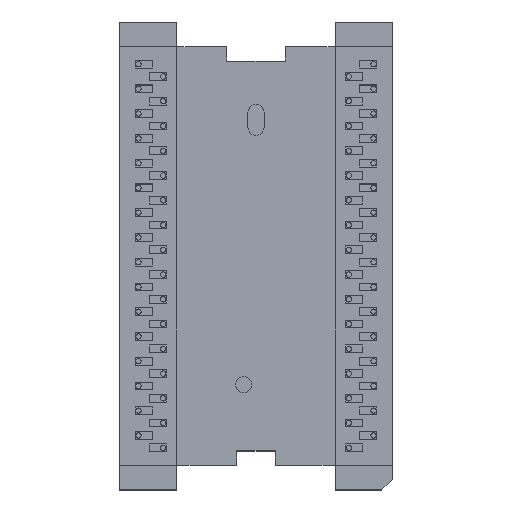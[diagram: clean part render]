
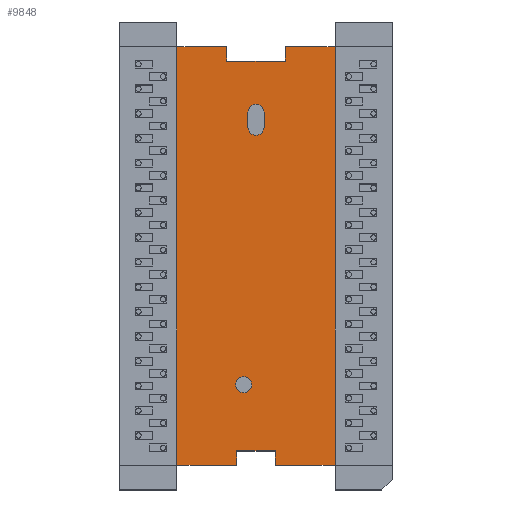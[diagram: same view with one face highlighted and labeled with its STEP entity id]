
A CAD part, top view. The second image highlights one B-rep face of the part: STEP entity #9848.
In plain terms, the highlighted planar face has unit normal (0, 0, 1).
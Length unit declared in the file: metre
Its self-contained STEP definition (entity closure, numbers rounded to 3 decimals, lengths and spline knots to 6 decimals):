
#274=LINE('',#19385,#1137);
#275=LINE('',#19388,#1138);
#276=LINE('',#19390,#1139);
#277=LINE('',#19392,#1140);
#278=LINE('',#19394,#1141);
#279=LINE('',#19396,#1142);
#280=LINE('',#19398,#1143);
#281=LINE('',#19400,#1144);
#282=LINE('',#19402,#1145);
#283=LINE('',#19404,#1146);
#284=LINE('',#19406,#1147);
#285=LINE('',#19408,#1148);
#286=LINE('',#19409,#1149);
#287=LINE('',#19414,#1150);
#1137=VECTOR('',#16288,1.);
#1138=VECTOR('',#16289,1.);
#1139=VECTOR('',#16290,1.);
#1140=VECTOR('',#16291,1.);
#1141=VECTOR('',#16292,1.);
#1142=VECTOR('',#16293,1.);
#1143=VECTOR('',#16294,1.);
#1144=VECTOR('',#16295,1.);
#1145=VECTOR('',#16296,1.);
#1146=VECTOR('',#16297,1.);
#1147=VECTOR('',#16298,1.);
#1148=VECTOR('',#16299,1.);
#1149=VECTOR('',#16300,1.);
#1150=VECTOR('',#16303,1.);
#3089=ORIENTED_EDGE('',*,*,#5193,.F.);
#3090=ORIENTED_EDGE('',*,*,#5194,.T.);
#3091=ORIENTED_EDGE('',*,*,#5195,.T.);
#3092=ORIENTED_EDGE('',*,*,#5196,.T.);
#3093=ORIENTED_EDGE('',*,*,#5197,.T.);
#3094=ORIENTED_EDGE('',*,*,#5198,.T.);
#3095=ORIENTED_EDGE('',*,*,#5199,.T.);
#3096=ORIENTED_EDGE('',*,*,#5200,.T.);
#3097=ORIENTED_EDGE('',*,*,#5201,.T.);
#3098=ORIENTED_EDGE('',*,*,#5202,.T.);
#3099=ORIENTED_EDGE('',*,*,#5203,.T.);
#3100=ORIENTED_EDGE('',*,*,#5204,.T.);
#3101=ORIENTED_EDGE('',*,*,#5205,.T.);
#3102=ORIENTED_EDGE('',*,*,#5206,.T.);
#3103=ORIENTED_EDGE('',*,*,#5207,.F.);
#3104=ORIENTED_EDGE('',*,*,#5208,.F.);
#3105=ORIENTED_EDGE('',*,*,#5209,.F.);
#5193=EDGE_CURVE('',#6334,#6334,#6922,.T.);
#5194=EDGE_CURVE('',#6335,#6336,#274,.T.);
#5195=EDGE_CURVE('',#6336,#6337,#275,.T.);
#5196=EDGE_CURVE('',#6337,#6338,#276,.T.);
#5197=EDGE_CURVE('',#6338,#6339,#277,.T.);
#5198=EDGE_CURVE('',#6339,#6340,#278,.T.);
#5199=EDGE_CURVE('',#6340,#6341,#279,.T.);
#5200=EDGE_CURVE('',#6341,#6342,#280,.T.);
#5201=EDGE_CURVE('',#6342,#6343,#281,.T.);
#5202=EDGE_CURVE('',#6343,#6344,#282,.T.);
#5203=EDGE_CURVE('',#6344,#6345,#283,.T.);
#5204=EDGE_CURVE('',#6345,#6346,#284,.T.);
#5205=EDGE_CURVE('',#6346,#6335,#285,.T.);
#5206=EDGE_CURVE('',#6347,#6348,#286,.T.);
#5207=EDGE_CURVE('',#6349,#6348,#6923,.T.);
#5208=EDGE_CURVE('',#6350,#6349,#287,.T.);
#5209=EDGE_CURVE('',#6347,#6350,#6924,.T.);
#6334=VERTEX_POINT('',#19384);
#6335=VERTEX_POINT('',#19386);
#6336=VERTEX_POINT('',#19387);
#6337=VERTEX_POINT('',#19389);
#6338=VERTEX_POINT('',#19391);
#6339=VERTEX_POINT('',#19393);
#6340=VERTEX_POINT('',#19395);
#6341=VERTEX_POINT('',#19397);
#6342=VERTEX_POINT('',#19399);
#6343=VERTEX_POINT('',#19401);
#6344=VERTEX_POINT('',#19403);
#6345=VERTEX_POINT('',#19405);
#6346=VERTEX_POINT('',#19407);
#6347=VERTEX_POINT('',#19410);
#6348=VERTEX_POINT('',#19411);
#6349=VERTEX_POINT('',#19413);
#6350=VERTEX_POINT('',#19415);
#6922=CIRCLE('',#14319,0.000825);
#6923=CIRCLE('',#14320,0.000825);
#6924=CIRCLE('',#14321,0.000825);
#7444=EDGE_LOOP('',(#3089));
#7445=EDGE_LOOP('',(#3090,#3091,#3092,#3093,#3094,#3095,#3096,#3097,#3098,
#3099,#3100,#3101));
#7446=EDGE_LOOP('',(#3102,#3103,#3104,#3105));
#8413=FACE_BOUND('',#7444,.T.);
#8414=FACE_BOUND('',#7445,.T.);
#8415=FACE_BOUND('',#7446,.T.);
#9140=PLANE('',#14318);
#9848=ADVANCED_FACE('',(#8413,#8414,#8415),#9140,.T.);
#14318=AXIS2_PLACEMENT_3D('',#19382,#16284,#16285);
#14319=AXIS2_PLACEMENT_3D('',#19383,#16286,#16287);
#14320=AXIS2_PLACEMENT_3D('',#19412,#16301,#16302);
#14321=AXIS2_PLACEMENT_3D('',#19416,#16304,#16305);
#16284=DIRECTION('',(0.,0.,1.));
#16285=DIRECTION('',(1.,0.,0.));
#16286=DIRECTION('',(0.,0.,1.));
#16287=DIRECTION('',(1.,0.,0.));
#16288=DIRECTION('',(-1.,0.,0.));
#16289=DIRECTION('',(0.,-1.,0.));
#16290=DIRECTION('',(1.,0.,0.));
#16291=DIRECTION('',(0.,1.,0.));
#16292=DIRECTION('',(1.,0.,0.));
#16293=DIRECTION('',(0.,-1.,0.));
#16294=DIRECTION('',(1.,0.,0.));
#16295=DIRECTION('',(0.,1.,0.));
#16296=DIRECTION('',(-1.,0.,0.));
#16297=DIRECTION('',(0.,-1.,0.));
#16298=DIRECTION('',(-1.,0.,0.));
#16299=DIRECTION('',(0.,1.,0.));
#16300=DIRECTION('',(0.,-1.,0.));
#16301=DIRECTION('',(0.,0.,1.));
#16302=DIRECTION('',(1.,0.,0.));
#16303=DIRECTION('',(0.,-1.,0.));
#16304=DIRECTION('',(0.,0.,1.));
#16305=DIRECTION('',(1.,0.,0.));
#19382=CARTESIAN_POINT('',(0.,0.,0.00505));
#19383=CARTESIAN_POINT('',(-0.00127,-0.01321,0.00505));
#19384=CARTESIAN_POINT('',(-0.000445,-0.01321,0.00505));
#19385=CARTESIAN_POINT('',(-0.00556,0.021455,0.00505));
#19386=CARTESIAN_POINT('',(-0.003,0.021455,0.00505));
#19387=CARTESIAN_POINT('',(-0.00812,0.021455,0.00505));
#19388=CARTESIAN_POINT('',(-0.00812,0.,0.00505));
#19389=CARTESIAN_POINT('',(-0.00812,-0.021455,0.00505));
#19390=CARTESIAN_POINT('',(-0.00506,-0.021455,0.00505));
#19391=CARTESIAN_POINT('',(-0.002,-0.021455,0.00505));
#19392=CARTESIAN_POINT('',(-0.002,-0.02073,0.00505));
#19393=CARTESIAN_POINT('',(-0.002,-0.020005,0.00505));
#19394=CARTESIAN_POINT('',(0.,-0.020005,0.00505));
#19395=CARTESIAN_POINT('',(0.002,-0.020005,0.00505));
#19396=CARTESIAN_POINT('',(0.002,-0.02073,0.00505));
#19397=CARTESIAN_POINT('',(0.002,-0.021455,0.00505));
#19398=CARTESIAN_POINT('',(0.00506,-0.021455,0.00505));
#19399=CARTESIAN_POINT('',(0.00812,-0.021455,0.00505));
#19400=CARTESIAN_POINT('',(0.00812,0.,0.00505));
#19401=CARTESIAN_POINT('',(0.00812,0.021455,0.00505));
#19402=CARTESIAN_POINT('',(0.00556,0.021455,0.00505));
#19403=CARTESIAN_POINT('',(0.003,0.021455,0.00505));
#19404=CARTESIAN_POINT('',(0.003,0.02073,0.00505));
#19405=CARTESIAN_POINT('',(0.003,0.020005,0.00505));
#19406=CARTESIAN_POINT('',(0.,0.020005,0.00505));
#19407=CARTESIAN_POINT('',(-0.003,0.020005,0.00505));
#19408=CARTESIAN_POINT('',(-0.003,0.02073,0.00505));
#19409=CARTESIAN_POINT('',(0.000825,0.01397,0.00505));
#19410=CARTESIAN_POINT('',(0.000825,0.01473,0.00505));
#19411=CARTESIAN_POINT('',(0.000825,0.01321,0.00505));
#19412=CARTESIAN_POINT('',(0.,0.01321,0.00505));
#19413=CARTESIAN_POINT('',(-0.000825,0.01321,0.00505));
#19414=CARTESIAN_POINT('',(-0.000825,0.01397,0.00505));
#19415=CARTESIAN_POINT('',(-0.000825,0.01473,0.00505));
#19416=CARTESIAN_POINT('',(0.,0.01473,0.00505));
